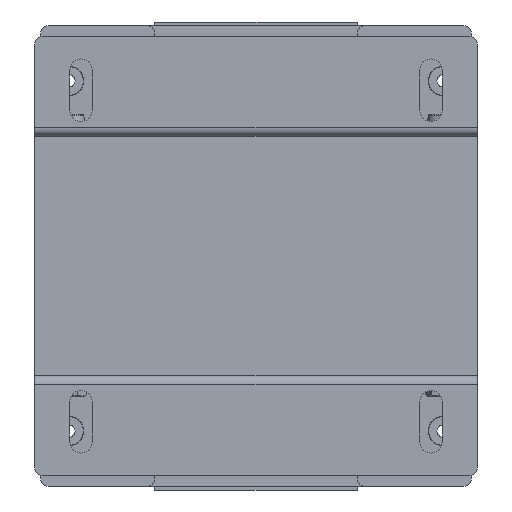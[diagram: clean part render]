
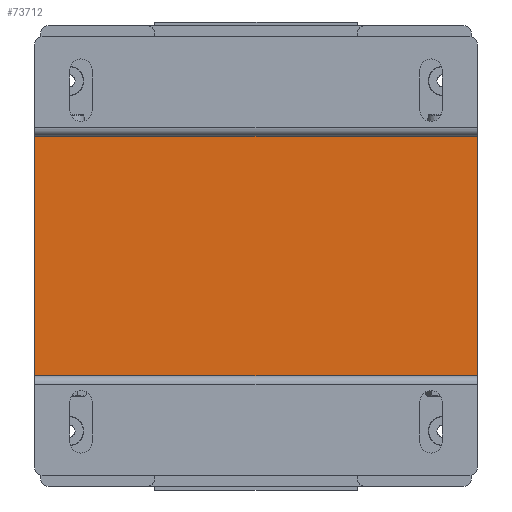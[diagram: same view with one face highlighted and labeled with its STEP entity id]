
A CAD part, front view. The second image highlights one B-rep face of the part: STEP entity #73712.
In plain terms, the highlighted planar face has unit normal (0, -1, 0).
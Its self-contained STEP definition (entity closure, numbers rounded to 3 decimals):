
#637 = ORIENTED_EDGE ( 'NONE', *, *, #116278, .F. ) ;
#1073 = VECTOR ( 'NONE', #123487, 1000. ) ;
#1306 = VERTEX_POINT ( 'NONE', #2533 ) ;
#2221 = PLANE ( 'NONE',  #41527 ) ;
#2533 = CARTESIAN_POINT ( 'NONE',  ( -249.79, -42.814, 127.882 ) ) ;
#2749 = ORIENTED_EDGE ( 'NONE', *, *, #36395, .T. ) ;
#10129 = DIRECTION ( 'NONE',  ( 1., 0., 0. ) ) ;
#10752 = CARTESIAN_POINT ( 'NONE',  ( -129.79, -42.814, 127.882 ) ) ;
#12231 = EDGE_CURVE ( 'NONE', #23194, #24007, #32193, .T. ) ;
#13487 = FACE_OUTER_BOUND ( 'NONE', #40109, .T. ) ;
#15908 = VERTEX_POINT ( 'NONE', #26660 ) ;
#23194 = VERTEX_POINT ( 'NONE', #47908 ) ;
#24007 = VERTEX_POINT ( 'NONE', #64309 ) ;
#26660 = CARTESIAN_POINT ( 'NONE',  ( -249.79, -42.814, 62.882 ) ) ;
#32193 = LINE ( 'NONE', #91172, #59987 ) ;
#36178 = ORIENTED_EDGE ( 'NONE', *, *, #12231, .F. ) ;
#36395 = EDGE_CURVE ( 'NONE', #1306, #15908, #44498, .T. ) ;
#40109 = EDGE_LOOP ( 'NONE', ( #144357, #36178, #637, #2749 ) ) ;
#41527 = AXIS2_PLACEMENT_3D ( 'NONE', #138215, #129220, #128472 ) ;
#44498 = LINE ( 'NONE', #87194, #77021 ) ;
#47908 = CARTESIAN_POINT ( 'NONE',  ( -129.79, -42.814, 127.882 ) ) ;
#59987 = VECTOR ( 'NONE', #77707, 1000. ) ;
#64309 = CARTESIAN_POINT ( 'NONE',  ( -129.79, -42.814, 62.882 ) ) ;
#71495 = VECTOR ( 'NONE', #10129, 1000. ) ;
#73712 = ADVANCED_FACE ( 'NONE', ( #13487 ), #2221, .F. ) ;
#77021 = VECTOR ( 'NONE', #132788, 1000. ) ;
#77707 = DIRECTION ( 'NONE',  ( 0., 0., -1. ) ) ;
#79411 = LINE ( 'NONE', #10752, #1073 ) ;
#87194 = CARTESIAN_POINT ( 'NONE',  ( -249.79, -42.814, 127.882 ) ) ;
#91172 = CARTESIAN_POINT ( 'NONE',  ( -129.79, -42.814, 127.882 ) ) ;
#112487 = LINE ( 'NONE', #122895, #71495 ) ;
#116278 = EDGE_CURVE ( 'NONE', #1306, #23194, #79411, .T. ) ;
#122895 = CARTESIAN_POINT ( 'NONE',  ( -129.79, -42.814, 62.882 ) ) ;
#123487 = DIRECTION ( 'NONE',  ( 1., 0., 0. ) ) ;
#128472 = DIRECTION ( 'NONE',  ( -1., 0., 0. ) ) ;
#129220 = DIRECTION ( 'NONE',  ( 0., 1., 0. ) ) ;
#132788 = DIRECTION ( 'NONE',  ( 0., 0., -1. ) ) ;
#138215 = CARTESIAN_POINT ( 'NONE',  ( -129.79, -42.814, 127.882 ) ) ;
#139560 = EDGE_CURVE ( 'NONE', #15908, #24007, #112487, .T. ) ;
#144357 = ORIENTED_EDGE ( 'NONE', *, *, #139560, .T. ) ;
